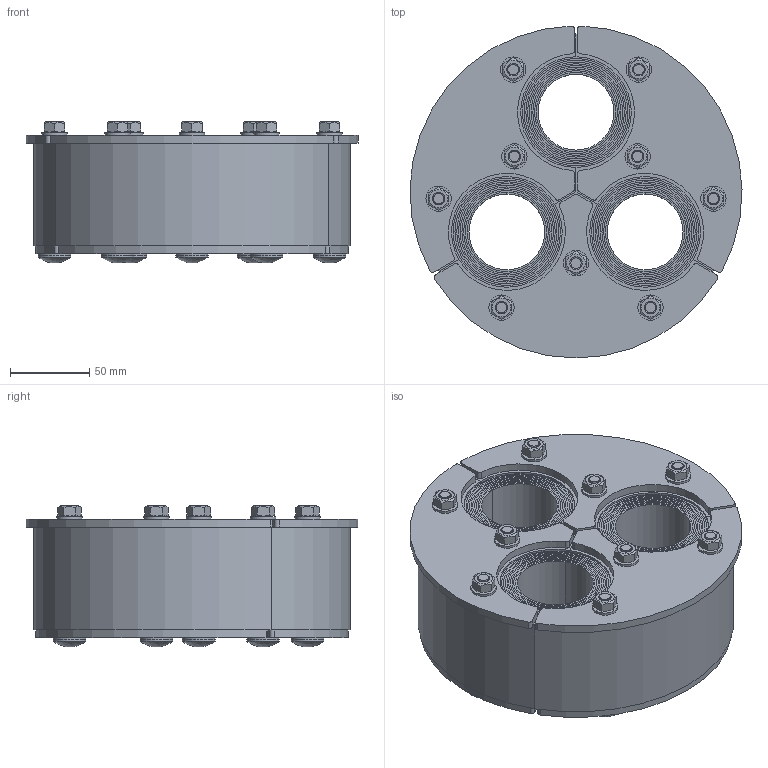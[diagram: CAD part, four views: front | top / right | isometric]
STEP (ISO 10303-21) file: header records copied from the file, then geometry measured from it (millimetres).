
FILE_DESCRIPTION((''),'2;1');
FILE_NAME('H32003x4870WOC.stp','2016-10-06T13:32:14',(''),(''),'Autodesk Inventor 2013','Autodesk Inventor 2013','');
FILE_SCHEMA(('AUTOMOTIVE_DESIGN { 1 0 10303 214 1 1 1 1 }'));
Length unit declared in the file: millimetre
Products named in the file (12): ALL H3; 100-033073; 100-033074; 100-033070; 100-033165; 100-033072; 100-033071; 100-034290; 100-034289; 100-003448; 100-001228; 100-004658
Assembly tree (26 placements, depth 4):
  ALL H3
    100-033073
      100-033074  x3
        100-033070
        100-033165
      100-033072  x3
      100-033071  x3
      100-034290  x9
        100-034289
        100-003448
        100-001228
        100-004658
Bounding box: 209.98 x 209.96 x 89.77 mm (x, y, z)
Volume: 1894496.8 mm3; surface area: 998907 mm2
Topology: 105 solids, 105 shells, 978 faces, 2196 edges, 1437 vertices
Faces by surface type: plane 564, cylinder 324, cone 81, sphere 9
Full cylindrical faces by diameter (mm): 6.647 x9, 7.8 x9, 8 x9, 8.4 x9, 16 x9, 20.65 x9, 20.7 x9
Entity records: 6064 total; most frequent: DIRECTION 1037, CARTESIAN_POINT 1009, ORIENTED_EDGE 882, EDGE_CURVE 441, AXIS2_PLACEMENT_3D 388, VERTEX_POINT 300, VECTOR 261, LINE 261
